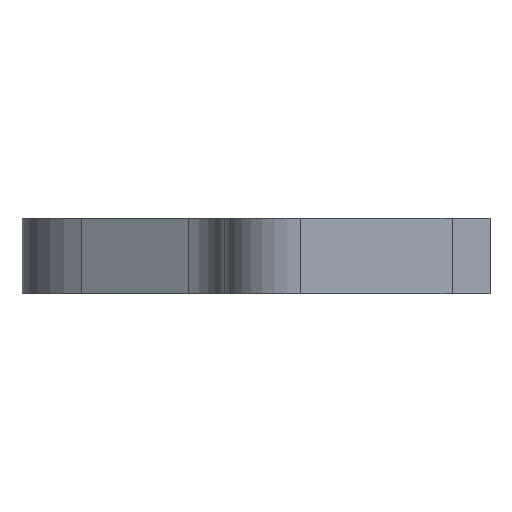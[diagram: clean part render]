
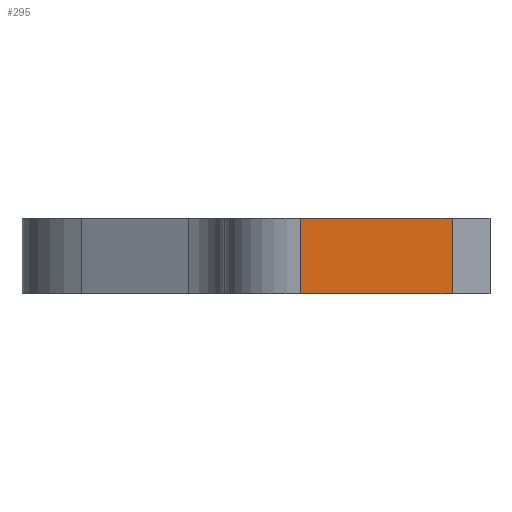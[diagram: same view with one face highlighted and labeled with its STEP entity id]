
A CAD part, left-side view. The second image highlights one B-rep face of the part: STEP entity #295.
In plain terms, the highlighted planar face has unit normal (-1, 0, 0).
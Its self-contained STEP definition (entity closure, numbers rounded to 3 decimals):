
#6 = CARTESIAN_POINT ( 'NONE',  ( 0., 17., 0. ) ) ;
#118 = CARTESIAN_POINT ( 'NONE',  ( 0., 6., 0. ) ) ;
#161 = DIRECTION ( 'NONE',  ( 0., 1., 0. ) ) ;
#198 = CARTESIAN_POINT ( 'NONE',  ( 0., 0., 0. ) ) ;
#295 = ADVANCED_FACE ( 'NONE', ( #309 ), #1053, .F. ) ;
#309 = FACE_OUTER_BOUND ( 'NONE', #903, .T. ) ;
#337 = VECTOR ( 'NONE', #680, 1000. ) ;
#341 = ORIENTED_EDGE ( 'NONE', *, *, #904, .F. ) ;
#343 = DIRECTION ( 'NONE',  ( 0., 0., 1. ) ) ;
#408 = VECTOR ( 'NONE', #343, 1000. ) ;
#437 = LINE ( 'NONE', #6, #1234 ) ;
#440 = EDGE_CURVE ( 'NONE', #831, #1233, #1147, .T. ) ;
#508 = ORIENTED_EDGE ( 'NONE', *, *, #720, .F. ) ;
#552 = VECTOR ( 'NONE', #161, 1000. ) ;
#603 = DIRECTION ( 'NONE',  ( 0., 0., -1. ) ) ;
#653 = CARTESIAN_POINT ( 'NONE',  ( 0., 6., -3. ) ) ;
#680 = DIRECTION ( 'NONE',  ( 0., 0., -1. ) ) ;
#717 = EDGE_CURVE ( 'NONE', #1475, #1255, #1007, .T. ) ;
#720 = EDGE_CURVE ( 'NONE', #831, #1255, #437, .T. ) ;
#830 = CARTESIAN_POINT ( 'NONE',  ( 0., -1.5, -3. ) ) ;
#831 = VERTEX_POINT ( 'NONE', #1193 ) ;
#903 = EDGE_LOOP ( 'NONE', ( #1289, #341, #1244, #508 ) ) ;
#904 = EDGE_CURVE ( 'NONE', #1475, #1233, #1357, .T. ) ;
#1007 = LINE ( 'NONE', #1134, #408 ) ;
#1028 = DIRECTION ( 'NONE',  ( 0., -1., 0. ) ) ;
#1053 = PLANE ( 'NONE',  #1360 ) ;
#1062 = CARTESIAN_POINT ( 'NONE',  ( 0., 17., 0. ) ) ;
#1134 = CARTESIAN_POINT ( 'NONE',  ( 0., 0., 0. ) ) ;
#1147 = LINE ( 'NONE', #118, #337 ) ;
#1193 = CARTESIAN_POINT ( 'NONE',  ( 0., 6., 0. ) ) ;
#1233 = VERTEX_POINT ( 'NONE', #653 ) ;
#1234 = VECTOR ( 'NONE', #1028, 1000. ) ;
#1244 = ORIENTED_EDGE ( 'NONE', *, *, #717, .T. ) ;
#1255 = VERTEX_POINT ( 'NONE', #198 ) ;
#1289 = ORIENTED_EDGE ( 'NONE', *, *, #440, .T. ) ;
#1357 = LINE ( 'NONE', #830, #552 ) ;
#1360 = AXIS2_PLACEMENT_3D ( 'NONE', #1062, #1412, #603 ) ;
#1412 = DIRECTION ( 'NONE',  ( 1., 0., 0. ) ) ;
#1425 = CARTESIAN_POINT ( 'NONE',  ( 0., 0., -3. ) ) ;
#1475 = VERTEX_POINT ( 'NONE', #1425 ) ;
